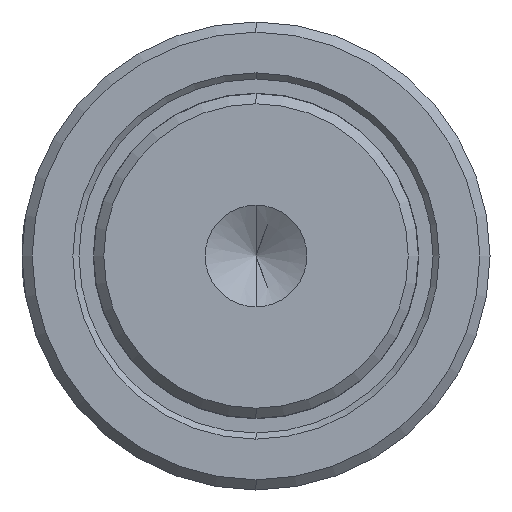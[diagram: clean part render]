
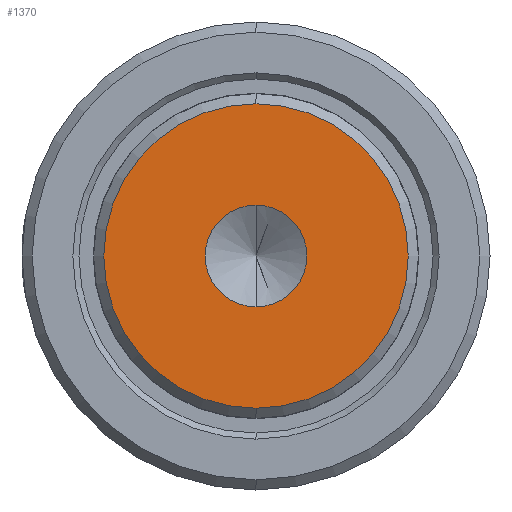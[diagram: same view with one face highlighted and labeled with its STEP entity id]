
A CAD part, left-side view. The second image highlights one B-rep face of the part: STEP entity #1370.
In plain terms, the highlighted planar face has unit normal (-1, 0, 0).
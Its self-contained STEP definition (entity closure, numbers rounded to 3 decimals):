
#119 = VERTEX_POINT ( 'NONE', #467 ) ;
#140 = AXIS2_PLACEMENT_3D ( 'NONE', #159, #1194, #313 ) ;
#159 = CARTESIAN_POINT ( 'NONE',  ( 0., 0., 0. ) ) ;
#162 = DIRECTION ( 'NONE',  ( 0., 0., 1. ) ) ;
#213 = AXIS2_PLACEMENT_3D ( 'NONE', #1043, #449, #298 ) ;
#228 = VERTEX_POINT ( 'NONE', #967 ) ;
#298 = DIRECTION ( 'NONE',  ( 0., 0., 1. ) ) ;
#313 = DIRECTION ( 'NONE',  ( 0., 0., 1. ) ) ;
#337 = DIRECTION ( 'NONE',  ( -1., 0., 0. ) ) ;
#354 = ORIENTED_EDGE ( 'NONE', *, *, #1262, .T. ) ;
#412 = AXIS2_PLACEMENT_3D ( 'NONE', #1216, #337, #1358 ) ;
#426 = DIRECTION ( 'NONE',  ( -1., 0., 0. ) ) ;
#440 = DIRECTION ( 'NONE',  ( -1., 0., 0. ) ) ;
#449 = DIRECTION ( 'NONE',  ( -1., 0., 0. ) ) ;
#467 = CARTESIAN_POINT ( 'NONE',  ( 0., 0., 2.5 ) ) ;
#508 = ORIENTED_EDGE ( 'NONE', *, *, #1421, .T. ) ;
#509 = ORIENTED_EDGE ( 'NONE', *, *, #1168, .F. ) ;
#580 = ORIENTED_EDGE ( 'NONE', *, *, #666, .F. ) ;
#603 = CIRCLE ( 'NONE', #412, 7.48 ) ;
#615 = CARTESIAN_POINT ( 'NONE',  ( 0., 0., 0. ) ) ;
#666 = EDGE_CURVE ( 'NONE', #1679, #119, #1705, .T. ) ;
#676 = CARTESIAN_POINT ( 'NONE',  ( 0., 0., -7.48 ) ) ;
#801 = EDGE_LOOP ( 'NONE', ( #354, #508 ) ) ;
#870 = FACE_OUTER_BOUND ( 'NONE', #801, .T. ) ;
#894 = VERTEX_POINT ( 'NONE', #676 ) ;
#956 = AXIS2_PLACEMENT_3D ( 'NONE', #1299, #426, #1434 ) ;
#967 = CARTESIAN_POINT ( 'NONE',  ( 0., 0., 7.48 ) ) ;
#1043 = CARTESIAN_POINT ( 'NONE',  ( 0., 0., 0. ) ) ;
#1168 = EDGE_CURVE ( 'NONE', #119, #1679, #1567, .T. ) ;
#1174 = CARTESIAN_POINT ( 'NONE',  ( 0., 0., -2.5 ) ) ;
#1178 = PLANE ( 'NONE',  #213 ) ;
#1194 = DIRECTION ( 'NONE',  ( -1., 0., 0. ) ) ;
#1216 = CARTESIAN_POINT ( 'NONE',  ( 0., 0., 0. ) ) ;
#1248 = FACE_BOUND ( 'NONE', #1829, .T. ) ;
#1262 = EDGE_CURVE ( 'NONE', #894, #228, #1365, .T. ) ;
#1299 = CARTESIAN_POINT ( 'NONE',  ( 0., 0., 0. ) ) ;
#1358 = DIRECTION ( 'NONE',  ( 0., 0., 1. ) ) ;
#1365 = CIRCLE ( 'NONE', #956, 7.48 ) ;
#1370 = ADVANCED_FACE ( 'NONE', ( #870, #1248 ), #1178, .T. ) ;
#1421 = EDGE_CURVE ( 'NONE', #228, #894, #603, .T. ) ;
#1434 = DIRECTION ( 'NONE',  ( 0., 0., 1. ) ) ;
#1517 = AXIS2_PLACEMENT_3D ( 'NONE', #615, #440, #162 ) ;
#1567 = CIRCLE ( 'NONE', #140, 2.5 ) ;
#1679 = VERTEX_POINT ( 'NONE', #1174 ) ;
#1705 = CIRCLE ( 'NONE', #1517, 2.5 ) ;
#1829 = EDGE_LOOP ( 'NONE', ( #509, #580 ) ) ;
